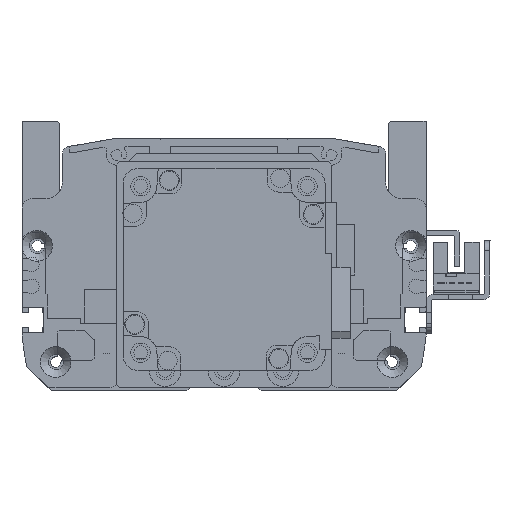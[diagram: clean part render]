
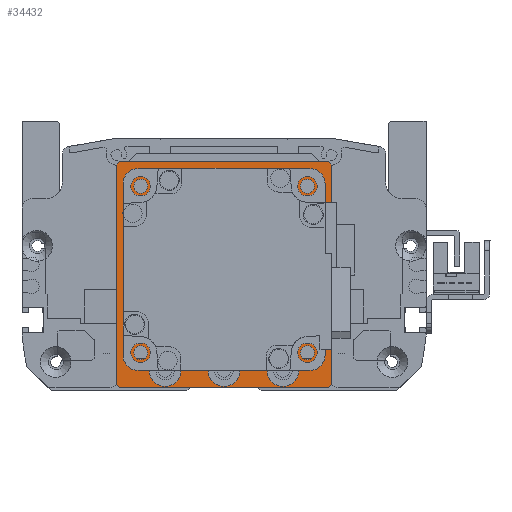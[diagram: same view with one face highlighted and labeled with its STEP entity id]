
A CAD part, front view. The second image highlights one B-rep face of the part: STEP entity #34432.
In plain terms, the highlighted face is planar.
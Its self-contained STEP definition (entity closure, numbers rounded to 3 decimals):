
#1160=FACE_BOUND('',#6856,.T.);
#1161=FACE_BOUND('',#6857,.T.);
#1162=FACE_BOUND('',#6858,.T.);
#1163=FACE_BOUND('',#6859,.T.);
#1164=FACE_BOUND('',#6860,.T.);
#1165=FACE_BOUND('',#6861,.T.);
#1166=FACE_BOUND('',#6862,.T.);
#1167=FACE_BOUND('',#6863,.T.);
#1868=PLANE('',#38327);
#4620=FACE_OUTER_BOUND('',#6855,.T.);
#6855=EDGE_LOOP('',(#30909,#30910,#30911,#30912,#30913,#30914,#30915,#30916));
#6856=EDGE_LOOP('',(#30917));
#6857=EDGE_LOOP('',(#30918));
#6858=EDGE_LOOP('',(#30919));
#6859=EDGE_LOOP('',(#30920));
#6860=EDGE_LOOP('',(#30921));
#6861=EDGE_LOOP('',(#30922));
#6862=EDGE_LOOP('',(#30923));
#6863=EDGE_LOOP('',(#30924));
#9421=LINE('',#60864,#12139);
#9423=LINE('',#60868,#12141);
#9426=LINE('',#60874,#12144);
#9427=LINE('',#60876,#12145);
#9428=LINE('',#60878,#12146);
#9429=LINE('',#60880,#12147);
#9430=LINE('',#60882,#12148);
#9431=LINE('',#60883,#12149);
#12139=VECTOR('',#47378,10.);
#12141=VECTOR('',#47382,10.);
#12144=VECTOR('',#47387,10.);
#12145=VECTOR('',#47388,10.);
#12146=VECTOR('',#47389,10.);
#12147=VECTOR('',#47390,10.);
#12148=VECTOR('',#47391,10.);
#12149=VECTOR('',#47392,10.);
#14294=CIRCLE('',#38328,25.);
#14295=CIRCLE('',#38329,2.067);
#14296=CIRCLE('',#38330,2.067);
#14297=CIRCLE('',#38331,2.067);
#14298=CIRCLE('',#38332,2.067);
#14299=CIRCLE('',#38333,4.75);
#14300=CIRCLE('',#38334,4.75);
#14301=CIRCLE('',#38335,4.75);
#17326=VERTEX_POINT('',#60861);
#17327=VERTEX_POINT('',#60863);
#17328=VERTEX_POINT('',#60867);
#17330=VERTEX_POINT('',#60873);
#17331=VERTEX_POINT('',#60875);
#17332=VERTEX_POINT('',#60877);
#17333=VERTEX_POINT('',#60879);
#17334=VERTEX_POINT('',#60881);
#17335=VERTEX_POINT('',#60884);
#17336=VERTEX_POINT('',#60886);
#17337=VERTEX_POINT('',#60888);
#17338=VERTEX_POINT('',#60890);
#17339=VERTEX_POINT('',#60892);
#17340=VERTEX_POINT('',#60894);
#17341=VERTEX_POINT('',#60896);
#17342=VERTEX_POINT('',#60898);
#21951=EDGE_CURVE('',#17326,#17327,#9421,.T.);
#21953=EDGE_CURVE('',#17328,#17327,#9423,.T.);
#21956=EDGE_CURVE('',#17326,#17330,#9426,.T.);
#21957=EDGE_CURVE('',#17331,#17330,#9427,.T.);
#21958=EDGE_CURVE('',#17331,#17332,#9428,.T.);
#21959=EDGE_CURVE('',#17333,#17332,#9429,.T.);
#21960=EDGE_CURVE('',#17333,#17334,#9430,.T.);
#21961=EDGE_CURVE('',#17328,#17334,#9431,.T.);
#21962=EDGE_CURVE('',#17335,#17335,#14294,.T.);
#21963=EDGE_CURVE('',#17336,#17336,#14295,.T.);
#21964=EDGE_CURVE('',#17337,#17337,#14296,.T.);
#21965=EDGE_CURVE('',#17338,#17338,#14297,.T.);
#21966=EDGE_CURVE('',#17339,#17339,#14298,.T.);
#21967=EDGE_CURVE('',#17340,#17340,#14299,.T.);
#21968=EDGE_CURVE('',#17341,#17341,#14300,.T.);
#21969=EDGE_CURVE('',#17342,#17342,#14301,.T.);
#30909=ORIENTED_EDGE('',*,*,#21951,.F.);
#30910=ORIENTED_EDGE('',*,*,#21956,.T.);
#30911=ORIENTED_EDGE('',*,*,#21957,.F.);
#30912=ORIENTED_EDGE('',*,*,#21958,.T.);
#30913=ORIENTED_EDGE('',*,*,#21959,.F.);
#30914=ORIENTED_EDGE('',*,*,#21960,.T.);
#30915=ORIENTED_EDGE('',*,*,#21961,.F.);
#30916=ORIENTED_EDGE('',*,*,#21953,.T.);
#30917=ORIENTED_EDGE('',*,*,#21962,.T.);
#30918=ORIENTED_EDGE('',*,*,#21963,.T.);
#30919=ORIENTED_EDGE('',*,*,#21964,.T.);
#30920=ORIENTED_EDGE('',*,*,#21965,.T.);
#30921=ORIENTED_EDGE('',*,*,#21966,.T.);
#30922=ORIENTED_EDGE('',*,*,#21967,.T.);
#30923=ORIENTED_EDGE('',*,*,#21968,.T.);
#30924=ORIENTED_EDGE('',*,*,#21969,.T.);
#34432=ADVANCED_FACE('',(#4620,#1160,#1161,#1162,#1163,#1164,#1165,#1166,
#1167),#1868,.T.);
#38327=AXIS2_PLACEMENT_3D('',#60872,#47385,#47386);
#38328=AXIS2_PLACEMENT_3D('',#60885,#47393,#47394);
#38329=AXIS2_PLACEMENT_3D('',#60887,#47395,#47396);
#38330=AXIS2_PLACEMENT_3D('',#60889,#47397,#47398);
#38331=AXIS2_PLACEMENT_3D('',#60891,#47399,#47400);
#38332=AXIS2_PLACEMENT_3D('',#60893,#47401,#47402);
#38333=AXIS2_PLACEMENT_3D('',#60895,#47403,#47404);
#38334=AXIS2_PLACEMENT_3D('',#60897,#47405,#47406);
#38335=AXIS2_PLACEMENT_3D('',#60899,#47407,#47408);
#47378=DIRECTION('',(0.707,0.707,0.));
#47382=DIRECTION('',(-1.,0.,0.));
#47385=DIRECTION('center_axis',(0.,0.,1.));
#47386=DIRECTION('ref_axis',(1.,0.,0.));
#47387=DIRECTION('',(0.,-1.,0.));
#47388=DIRECTION('',(-0.707,0.707,0.));
#47389=DIRECTION('',(1.,0.,0.));
#47390=DIRECTION('',(-0.707,-0.707,0.));
#47391=DIRECTION('',(0.,1.,0.));
#47392=DIRECTION('',(0.707,-0.707,0.));
#47393=DIRECTION('center_axis',(0.,0.,-1.));
#47394=DIRECTION('ref_axis',(1.,0.,0.));
#47395=DIRECTION('center_axis',(0.,0.,-1.));
#47396=DIRECTION('ref_axis',(1.,0.,0.));
#47397=DIRECTION('center_axis',(0.,0.,-1.));
#47398=DIRECTION('ref_axis',(1.,0.,0.));
#47399=DIRECTION('center_axis',(0.,0.,-1.));
#47400=DIRECTION('ref_axis',(1.,0.,0.));
#47401=DIRECTION('center_axis',(0.,0.,-1.));
#47402=DIRECTION('ref_axis',(1.,0.,0.));
#47403=DIRECTION('center_axis',(0.,0.,-1.));
#47404=DIRECTION('ref_axis',(1.,0.,0.));
#47405=DIRECTION('center_axis',(0.,0.,-1.));
#47406=DIRECTION('ref_axis',(1.,0.,0.));
#47407=DIRECTION('center_axis',(0.,0.,-1.));
#47408=DIRECTION('ref_axis',(1.,0.,0.));
#60861=CARTESIAN_POINT('',(-32.,31.,62.));
#60863=CARTESIAN_POINT('',(-31.,32.,62.));
#60864=CARTESIAN_POINT('',(-31.5,31.5,62.));
#60867=CARTESIAN_POINT('',(31.,32.,62.));
#60868=CARTESIAN_POINT('',(46.613,32.,62.));
#60872=CARTESIAN_POINT('Origin',(0.,0.,
62.));
#60873=CARTESIAN_POINT('',(-32.,-34.,62.));
#60874=CARTESIAN_POINT('',(-32.,35.,62.));
#60875=CARTESIAN_POINT('',(-31.,-35.,62.));
#60876=CARTESIAN_POINT('',(-32.25,-33.75,62.));
#60877=CARTESIAN_POINT('',(31.,-35.,62.));
#60878=CARTESIAN_POINT('',(-32.,-35.,62.));
#60879=CARTESIAN_POINT('',(32.,-34.,62.));
#60880=CARTESIAN_POINT('',(32.25,-33.75,62.));
#60881=CARTESIAN_POINT('',(32.,31.,62.));
#60882=CARTESIAN_POINT('',(32.,-35.,62.));
#60883=CARTESIAN_POINT('',(31.5,31.5,62.));
#60884=CARTESIAN_POINT('',(-25.,0.,62.));
#60885=CARTESIAN_POINT('Origin',(0.,0.,62.));
#60886=CARTESIAN_POINT('',(22.682,-24.749,62.));
#60887=CARTESIAN_POINT('Origin',(24.749,-24.749,62.));
#60888=CARTESIAN_POINT('',(22.682,24.749,62.));
#60889=CARTESIAN_POINT('Origin',(24.749,24.749,62.));
#60890=CARTESIAN_POINT('',(-26.816,24.749,62.));
#60891=CARTESIAN_POINT('Origin',(-24.749,24.749,62.));
#60892=CARTESIAN_POINT('',(-26.816,-24.749,62.));
#60893=CARTESIAN_POINT('Origin',(-24.749,-24.749,62.));
#60894=CARTESIAN_POINT('',(-4.75,-30.,62.));
#60895=CARTESIAN_POINT('Origin',(0.,-30.,62.));
#60896=CARTESIAN_POINT('',(12.75,-30.,62.));
#60897=CARTESIAN_POINT('Origin',(17.5,-30.,62.));
#60898=CARTESIAN_POINT('',(-22.25,-30.,62.));
#60899=CARTESIAN_POINT('Origin',(-17.5,-30.,62.));
